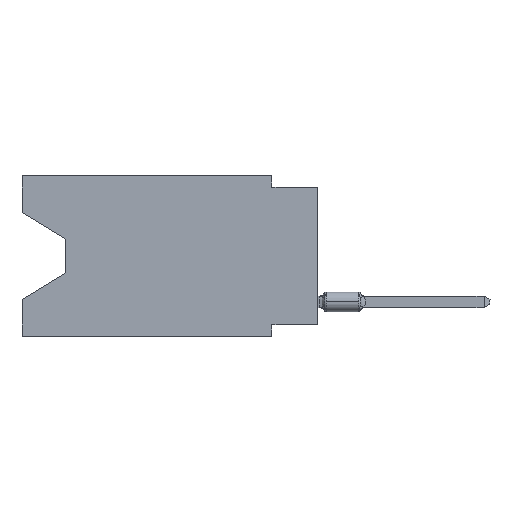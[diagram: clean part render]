
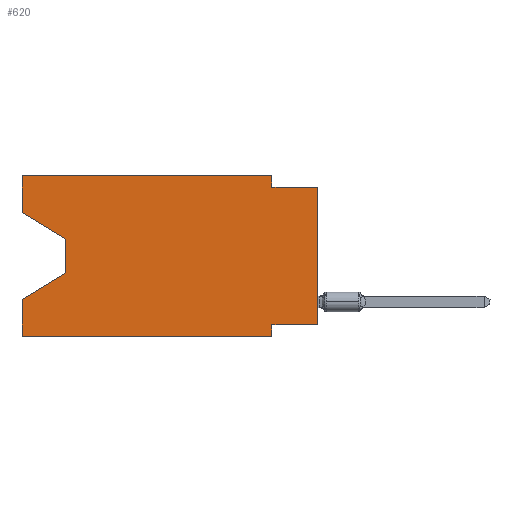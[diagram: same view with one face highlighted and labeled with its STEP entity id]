
A CAD part, left-side view. The second image highlights one B-rep face of the part: STEP entity #620.
In plain terms, the highlighted planar face has unit normal (-1, 0, 0).
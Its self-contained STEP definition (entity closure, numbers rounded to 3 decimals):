
#68 = ORIENTED_EDGE ( 'NONE', *, *, #9521, .T. ) ;
#120 = PLANE ( 'NONE',  #8189 ) ;
#340 = CARTESIAN_POINT ( 'NONE',  ( 0., 16.383, -2.038 ) ) ;
#496 = CARTESIAN_POINT ( 'NONE',  ( 0., 2.54, -0.635 ) ) ;
#556 = VECTOR ( 'NONE', #11972, 1000. ) ;
#604 = ORIENTED_EDGE ( 'NONE', *, *, #1532, .F. ) ;
#620 = ADVANCED_FACE ( 'NONE', ( #9637 ), #120, .F. ) ;
#689 = DIRECTION ( 'NONE',  ( 0., 0.855, -0.519 ) ) ;
#707 = LINE ( 'NONE', #9811, #556 ) ;
#910 = ORIENTED_EDGE ( 'NONE', *, *, #4664, .F. ) ;
#961 = CARTESIAN_POINT ( 'NONE',  ( 0., 16.383, 0. ) ) ;
#963 = VECTOR ( 'NONE', #6313, 1000. ) ;
#1025 = LINE ( 'NONE', #13311, #4538 ) ;
#1318 = CARTESIAN_POINT ( 'NONE',  ( 0., 0., -8.255 ) ) ;
#1338 = DIRECTION ( 'NONE',  ( 0., 0., -1. ) ) ;
#1402 = ORIENTED_EDGE ( 'NONE', *, *, #7376, .T. ) ;
#1415 = VERTEX_POINT ( 'NONE', #9353 ) ;
#1437 = EDGE_CURVE ( 'NONE', #10331, #6947, #11442, .T. ) ;
#1532 = EDGE_CURVE ( 'NONE', #11141, #11957, #9691, .T. ) ;
#1558 = ORIENTED_EDGE ( 'NONE', *, *, #1437, .F. ) ;
#1617 = CARTESIAN_POINT ( 'NONE',  ( 0., 13.97, -3.505 ) ) ;
#1804 = CARTESIAN_POINT ( 'NONE',  ( 0., 16.383, -8.89 ) ) ;
#2007 = DIRECTION ( 'NONE',  ( 0., 0., 1. ) ) ;
#2075 = VECTOR ( 'NONE', #9647, 1000. ) ;
#2199 = CARTESIAN_POINT ( 'NONE',  ( 0., 2.54, 0. ) ) ;
#2335 = LINE ( 'NONE', #6455, #8593 ) ;
#2489 = ORIENTED_EDGE ( 'NONE', *, *, #12107, .F. ) ;
#2708 = CARTESIAN_POINT ( 'NONE',  ( 0., 13.97, -5.385 ) ) ;
#2710 = DIRECTION ( 'NONE',  ( 0., 1., 0. ) ) ;
#3225 = DIRECTION ( 'NONE',  ( 1., 0., 0. ) ) ;
#3556 = ORIENTED_EDGE ( 'NONE', *, *, #12993, .T. ) ;
#3712 = ORIENTED_EDGE ( 'NONE', *, *, #8016, .T. ) ;
#3728 = CARTESIAN_POINT ( 'NONE',  ( 0., 16.383, 0. ) ) ;
#3746 = EDGE_CURVE ( 'NONE', #11141, #13301, #2335, .T. ) ;
#3958 = LINE ( 'NONE', #11380, #12118 ) ;
#4538 = VECTOR ( 'NONE', #10205, 1000. ) ;
#4664 = EDGE_CURVE ( 'NONE', #5401, #5987, #5549, .T. ) ;
#5327 = VECTOR ( 'NONE', #689, 1000. ) ;
#5386 = EDGE_CURVE ( 'NONE', #6947, #1415, #11504, .T. ) ;
#5401 = VERTEX_POINT ( 'NONE', #1318 ) ;
#5410 = CARTESIAN_POINT ( 'NONE',  ( 0., 2.54, -8.89 ) ) ;
#5549 = LINE ( 'NONE', #5814, #8017 ) ;
#5636 = CARTESIAN_POINT ( 'NONE',  ( 0., 16.383, 0. ) ) ;
#5814 = CARTESIAN_POINT ( 'NONE',  ( 0., 0., -8.255 ) ) ;
#5986 = DIRECTION ( 'NONE',  ( 0., -1., 0. ) ) ;
#5987 = VERTEX_POINT ( 'NONE', #12032 ) ;
#6047 = ORIENTED_EDGE ( 'NONE', *, *, #5386, .F. ) ;
#6268 = VECTOR ( 'NONE', #10144, 1000. ) ;
#6313 = DIRECTION ( 'NONE',  ( 0., 0., -1. ) ) ;
#6395 = CARTESIAN_POINT ( 'NONE',  ( 0., 16.383, 0. ) ) ;
#6439 = DIRECTION ( 'NONE',  ( 0., -1., 0. ) ) ;
#6455 = CARTESIAN_POINT ( 'NONE',  ( 0., 16.383, -2.038 ) ) ;
#6747 = LINE ( 'NONE', #1617, #2075 ) ;
#6947 = VERTEX_POINT ( 'NONE', #496 ) ;
#7017 = LINE ( 'NONE', #9047, #5327 ) ;
#7113 = VERTEX_POINT ( 'NONE', #9242 ) ;
#7117 = EDGE_LOOP ( 'NONE', ( #9075, #68, #3712, #7637, #3556, #12562, #910, #1402, #6047, #1558, #2489, #604 ) ) ;
#7376 = EDGE_CURVE ( 'NONE', #5401, #1415, #3958, .T. ) ;
#7637 = ORIENTED_EDGE ( 'NONE', *, *, #7658, .F. ) ;
#7655 = CARTESIAN_POINT ( 'NONE',  ( 0., 0., -0.635 ) ) ;
#7658 = EDGE_CURVE ( 'NONE', #7113, #12523, #9948, .T. ) ;
#7739 = VERTEX_POINT ( 'NONE', #5410 ) ;
#8016 = EDGE_CURVE ( 'NONE', #8077, #12523, #7017, .T. ) ;
#8017 = VECTOR ( 'NONE', #2710, 1000. ) ;
#8077 = VERTEX_POINT ( 'NONE', #2708 ) ;
#8189 = AXIS2_PLACEMENT_3D ( 'NONE', #6395, #3225, #1338 ) ;
#8407 = DIRECTION ( 'NONE',  ( 0., -0.855, -0.519 ) ) ;
#8593 = VECTOR ( 'NONE', #8407, 1000. ) ;
#9047 = CARTESIAN_POINT ( 'NONE',  ( 0., 13.97, -5.385 ) ) ;
#9075 = ORIENTED_EDGE ( 'NONE', *, *, #3746, .T. ) ;
#9094 = VECTOR ( 'NONE', #6439, 1000. ) ;
#9140 = EDGE_CURVE ( 'NONE', #5987, #7739, #707, .T. ) ;
#9242 = CARTESIAN_POINT ( 'NONE',  ( 0., 16.383, -8.89 ) ) ;
#9353 = CARTESIAN_POINT ( 'NONE',  ( 0., 0., -0.635 ) ) ;
#9521 = EDGE_CURVE ( 'NONE', #13301, #8077, #6747, .T. ) ;
#9637 = FACE_OUTER_BOUND ( 'NONE', #7117, .T. ) ;
#9647 = DIRECTION ( 'NONE',  ( 0., 0., -1. ) ) ;
#9691 = LINE ( 'NONE', #5636, #10154 ) ;
#9759 = DIRECTION ( 'NONE',  ( 0., 0., 1. ) ) ;
#9811 = CARTESIAN_POINT ( 'NONE',  ( 0., 2.54, -8.89 ) ) ;
#9948 = LINE ( 'NONE', #961, #6268 ) ;
#10144 = DIRECTION ( 'NONE',  ( 0., 0., 1. ) ) ;
#10154 = VECTOR ( 'NONE', #9759, 1000. ) ;
#10205 = DIRECTION ( 'NONE',  ( 0., -1., 0. ) ) ;
#10331 = VERTEX_POINT ( 'NONE', #11842 ) ;
#11114 = LINE ( 'NONE', #1804, #13220 ) ;
#11141 = VERTEX_POINT ( 'NONE', #340 ) ;
#11380 = CARTESIAN_POINT ( 'NONE',  ( 0., 0., 0. ) ) ;
#11442 = LINE ( 'NONE', #2199, #963 ) ;
#11504 = LINE ( 'NONE', #7655, #9094 ) ;
#11842 = CARTESIAN_POINT ( 'NONE',  ( 0., 2.54, 0. ) ) ;
#11957 = VERTEX_POINT ( 'NONE', #3728 ) ;
#11972 = DIRECTION ( 'NONE',  ( 0., 0., -1. ) ) ;
#12032 = CARTESIAN_POINT ( 'NONE',  ( 0., 2.54, -8.255 ) ) ;
#12107 = EDGE_CURVE ( 'NONE', #11957, #10331, #1025, .T. ) ;
#12118 = VECTOR ( 'NONE', #2007, 1000. ) ;
#12119 = CARTESIAN_POINT ( 'NONE',  ( 0., 13.97, -3.505 ) ) ;
#12283 = CARTESIAN_POINT ( 'NONE',  ( 0., 16.383, -6.852 ) ) ;
#12523 = VERTEX_POINT ( 'NONE', #12283 ) ;
#12562 = ORIENTED_EDGE ( 'NONE', *, *, #9140, .F. ) ;
#12993 = EDGE_CURVE ( 'NONE', #7113, #7739, #11114, .T. ) ;
#13220 = VECTOR ( 'NONE', #5986, 1000. ) ;
#13301 = VERTEX_POINT ( 'NONE', #12119 ) ;
#13311 = CARTESIAN_POINT ( 'NONE',  ( 0., 16.383, 0. ) ) ;
